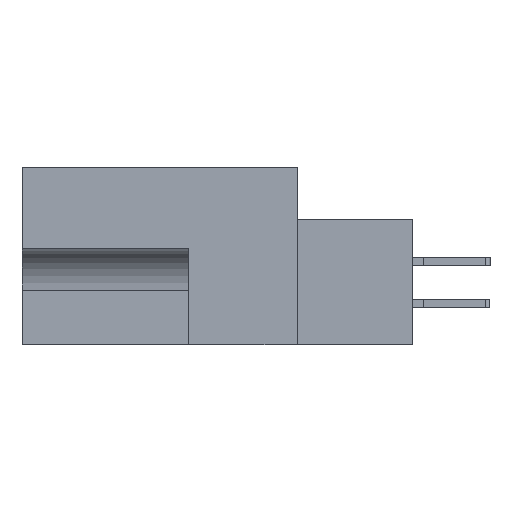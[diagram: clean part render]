
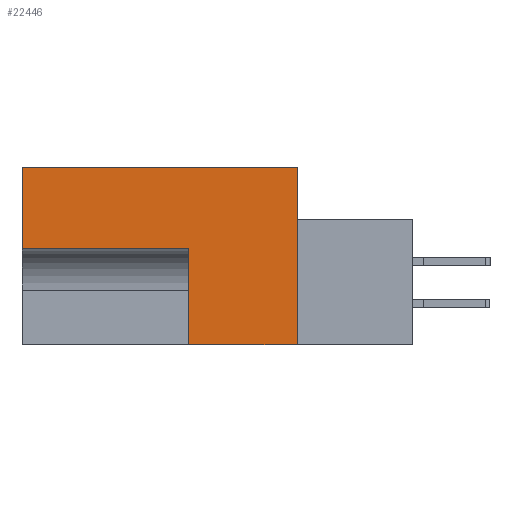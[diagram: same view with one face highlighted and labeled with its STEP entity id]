
A CAD part, left-side view. The second image highlights one B-rep face of the part: STEP entity #22446.
In plain terms, the highlighted planar face has unit normal (-1, 0, 0).
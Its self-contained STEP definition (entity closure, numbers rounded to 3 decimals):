
#983 = VERTEX_POINT ( 'NONE', #8897 ) ;
#1130 = DIRECTION ( 'NONE',  ( 0., -1., 0. ) ) ;
#1661 = CARTESIAN_POINT ( 'NONE',  ( 0., 8.255, -6.172 ) ) ;
#2338 = ORIENTED_EDGE ( 'NONE', *, *, #8599, .F. ) ;
#2544 = FACE_OUTER_BOUND ( 'NONE', #7347, .T. ) ;
#2622 = VECTOR ( 'NONE', #3310, 1000. ) ;
#3302 = AXIS2_PLACEMENT_3D ( 'NONE', #19157, #22843, #9562 ) ;
#3310 = DIRECTION ( 'NONE',  ( 0., 0., -1. ) ) ;
#3416 = LINE ( 'NONE', #16283, #22836 ) ;
#5240 = LINE ( 'NONE', #16152, #6114 ) ;
#5522 = EDGE_CURVE ( 'NONE', #17801, #21239, #3416, .T. ) ;
#6065 = DIRECTION ( 'NONE',  ( 0., 0., 1. ) ) ;
#6114 = VECTOR ( 'NONE', #16312, 1000. ) ;
#6256 = ORIENTED_EDGE ( 'NONE', *, *, #5522, .F. ) ;
#6526 = CARTESIAN_POINT ( 'NONE',  ( 0., 0., 0. ) ) ;
#6748 = EDGE_CURVE ( 'NONE', #11602, #12477, #11578, .T. ) ;
#7244 = CARTESIAN_POINT ( 'NONE',  ( 0., 8.255, -6.172 ) ) ;
#7347 = EDGE_LOOP ( 'NONE', ( #23725, #15134, #6256, #23280, #2338, #14197 ) ) ;
#8599 = EDGE_CURVE ( 'NONE', #11181, #983, #13276, .T. ) ;
#8601 = DIRECTION ( 'NONE',  ( 0., 1., 0. ) ) ;
#8897 = CARTESIAN_POINT ( 'NONE',  ( 0., 20.955, -6.172 ) ) ;
#9284 = DIRECTION ( 'NONE',  ( 0., 1., 0. ) ) ;
#9562 = DIRECTION ( 'NONE',  ( 0., 0., -1. ) ) ;
#10141 = LINE ( 'NONE', #22935, #24003 ) ;
#11181 = VERTEX_POINT ( 'NONE', #1661 ) ;
#11475 = PLANE ( 'NONE',  #3302 ) ;
#11578 = LINE ( 'NONE', #14230, #12777 ) ;
#11602 = VERTEX_POINT ( 'NONE', #19993 ) ;
#12074 = CARTESIAN_POINT ( 'NONE',  ( 0., 20.955, 0. ) ) ;
#12290 = EDGE_CURVE ( 'NONE', #21239, #11602, #21476, .T. ) ;
#12477 = VERTEX_POINT ( 'NONE', #19188 ) ;
#12768 = EDGE_CURVE ( 'NONE', #983, #17801, #5240, .T. ) ;
#12777 = VECTOR ( 'NONE', #8601, 1000. ) ;
#13276 = LINE ( 'NONE', #7244, #15975 ) ;
#14197 = ORIENTED_EDGE ( 'NONE', *, *, #14405, .F. ) ;
#14230 = CARTESIAN_POINT ( 'NONE',  ( 0., -8.814, -13.487 ) ) ;
#14405 = EDGE_CURVE ( 'NONE', #12477, #11181, #10141, .T. ) ;
#15134 = ORIENTED_EDGE ( 'NONE', *, *, #12290, .F. ) ;
#15975 = VECTOR ( 'NONE', #9284, 1000. ) ;
#16152 = CARTESIAN_POINT ( 'NONE',  ( 0., 20.955, -13.487 ) ) ;
#16283 = CARTESIAN_POINT ( 'NONE',  ( 0., 11.506, 0. ) ) ;
#16312 = DIRECTION ( 'NONE',  ( 0., 0., 1. ) ) ;
#17801 = VERTEX_POINT ( 'NONE', #12074 ) ;
#19157 = CARTESIAN_POINT ( 'NONE',  ( 0., 0., 0. ) ) ;
#19188 = CARTESIAN_POINT ( 'NONE',  ( 0., 8.255, -13.487 ) ) ;
#19993 = CARTESIAN_POINT ( 'NONE',  ( 0., 0., -13.487 ) ) ;
#21239 = VERTEX_POINT ( 'NONE', #6526 ) ;
#21476 = LINE ( 'NONE', #23956, #2622 ) ;
#22446 = ADVANCED_FACE ( 'NONE', ( #2544 ), #11475, .F. ) ;
#22836 = VECTOR ( 'NONE', #1130, 1000. ) ;
#22843 = DIRECTION ( 'NONE',  ( 1., 0., 0. ) ) ;
#22935 = CARTESIAN_POINT ( 'NONE',  ( 0., 8.255, -13.487 ) ) ;
#23280 = ORIENTED_EDGE ( 'NONE', *, *, #12768, .F. ) ;
#23725 = ORIENTED_EDGE ( 'NONE', *, *, #6748, .F. ) ;
#23956 = CARTESIAN_POINT ( 'NONE',  ( 0., 0., 0. ) ) ;
#24003 = VECTOR ( 'NONE', #6065, 1000. ) ;
